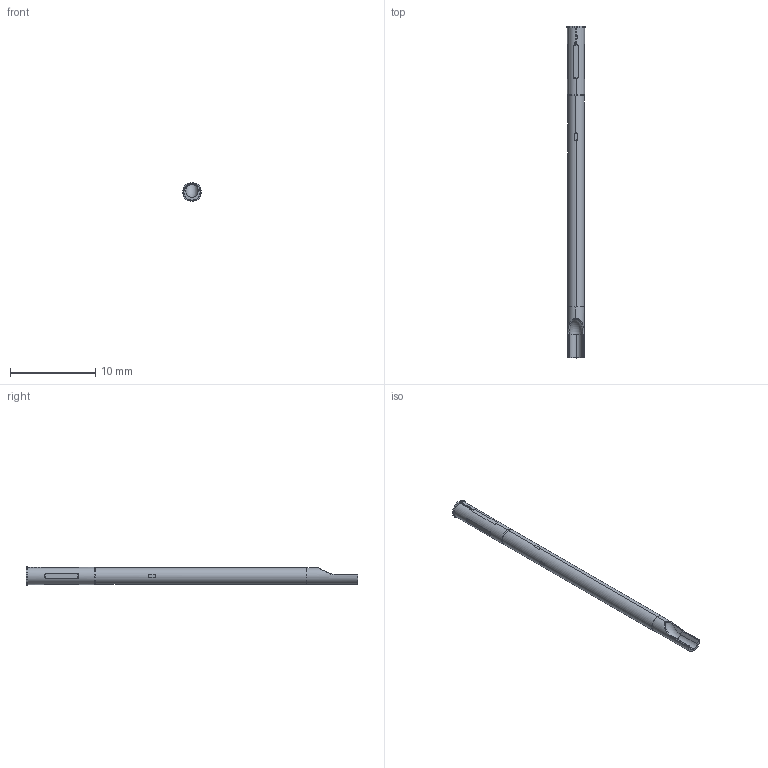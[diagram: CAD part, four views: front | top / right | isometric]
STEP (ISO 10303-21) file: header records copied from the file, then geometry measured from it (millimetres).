
FILE_DESCRIPTION (( 'STEP AP203' ), '1' );
FILE_NAME ('INGUN_KS-204_30.STEP', '2022-02-09T05:23:05', ( 'ochi' ), ( '' ), 'SwSTEP 2.0', 'SolidWorks 2018', '' );
FILE_SCHEMA (( 'CONFIG_CONTROL_DESIGN' ));
Length unit declared in the file: millimetre
Products named in the file (1): INGUN_KS-204_30
Bounding box: 2.2 x 39 x 2.2 mm (x, y, z)
Volume: 109.5 mm3; surface area: 247.4 mm2
Topology: 1 solids, 1 shells, 133 faces, 362 edges, 238 vertices
Faces by surface type: plane 54, cylinder 49, bspline 25, cone 4, torus 1
Entity records: 4727 total; most frequent: CARTESIAN_POINT 1492, ORIENTED_EDGE 724, DIRECTION 571, EDGE_CURVE 362, VERTEX_POINT 238, AXIS2_PLACEMENT_3D 217, EDGE_LOOP 140, LINE 137
